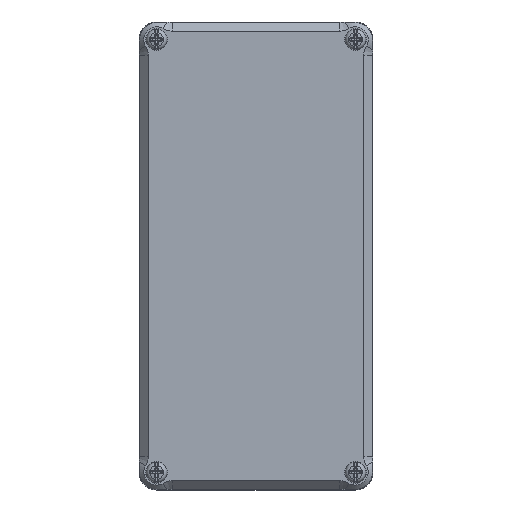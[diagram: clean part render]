
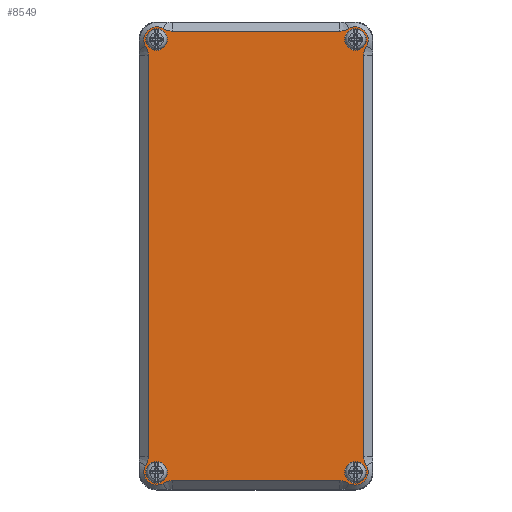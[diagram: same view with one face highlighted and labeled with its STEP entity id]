
A CAD part, top view. The second image highlights one B-rep face of the part: STEP entity #8549.
In plain terms, the highlighted face is planar.
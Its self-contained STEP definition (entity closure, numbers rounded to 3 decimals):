
#540=FACE_BOUND('',#2764,.T.);
#541=FACE_BOUND('',#2765,.T.);
#542=FACE_BOUND('',#2766,.T.);
#543=FACE_BOUND('',#2767,.T.);
#905=LINE('',#14566,#1491);
#907=LINE('',#14569,#1493);
#911=LINE('',#14583,#1497);
#917=LINE('',#14664,#1503);
#1491=VECTOR('',#11401,137.183);
#1493=VECTOR('',#11405,57.183);
#1497=VECTOR('',#11415,137.183);
#1503=VECTOR('',#11435,57.183);
#1852=PLANE('',#9451);
#2195=FACE_OUTER_BOUND('',#2763,.T.);
#2763=EDGE_LOOP('',(#7004,#7005,#7006,#7007,#7008,#7009,#7010,#7011,#7012,
#7013,#7014,#7015,#7016,#7017,#7018,#7019));
#2764=EDGE_LOOP('',(#7020));
#2765=EDGE_LOOP('',(#7021));
#2766=EDGE_LOOP('',(#7022));
#2767=EDGE_LOOP('',(#7023));
#3258=CIRCLE('',#9380,3.7);
#3262=CIRCLE('',#9386,3.7);
#3266=CIRCLE('',#9392,3.7);
#3270=CIRCLE('',#9398,3.7);
#3272=CIRCLE('',#9401,4.343);
#3273=CIRCLE('',#9403,6.157);
#3274=CIRCLE('',#9405,6.157);
#3275=CIRCLE('',#9407,4.343);
#3276=CIRCLE('',#9409,6.157);
#3277=CIRCLE('',#9411,6.157);
#3278=CIRCLE('',#9415,6.157);
#3279=CIRCLE('',#9418,6.157);
#3280=CIRCLE('',#9420,4.343);
#3281=CIRCLE('',#9422,6.157);
#3282=CIRCLE('',#9425,6.157);
#3283=CIRCLE('',#9427,4.343);
#3937=VERTEX_POINT('',#14364);
#3941=VERTEX_POINT('',#14376);
#3945=VERTEX_POINT('',#14388);
#3949=VERTEX_POINT('',#14400);
#3953=VERTEX_POINT('',#14411);
#3954=VERTEX_POINT('',#14413);
#3958=VERTEX_POINT('',#14472);
#3961=VERTEX_POINT('',#14481);
#3962=VERTEX_POINT('',#14483);
#3964=VERTEX_POINT('',#14491);
#3968=VERTEX_POINT('',#14550);
#3971=VERTEX_POINT('',#14559);
#3972=VERTEX_POINT('',#14561);
#3974=VERTEX_POINT('',#14575);
#3976=VERTEX_POINT('',#14581);
#3978=VERTEX_POINT('',#14589);
#3982=VERTEX_POINT('',#14648);
#3984=VERTEX_POINT('',#14656);
#3986=VERTEX_POINT('',#14662);
#3988=VERTEX_POINT('',#14670);
#4960=EDGE_CURVE('',#3937,#3937,#3258,.T.);
#4966=EDGE_CURVE('',#3941,#3941,#3262,.T.);
#4972=EDGE_CURVE('',#3945,#3945,#3266,.T.);
#4978=EDGE_CURVE('',#3949,#3949,#3270,.T.);
#4983=EDGE_CURVE('',#3954,#3953,#3272,.T.);
#4988=EDGE_CURVE('',#3958,#3954,#3273,.T.);
#4992=EDGE_CURVE('',#3962,#3961,#3274,.T.);
#4995=EDGE_CURVE('',#3964,#3962,#3275,.T.);
#5000=EDGE_CURVE('',#3968,#3964,#3276,.T.);
#5004=EDGE_CURVE('',#3972,#3971,#3277,.T.);
#5007=EDGE_CURVE('',#3971,#3968,#905,.T.);
#5009=EDGE_CURVE('',#3961,#3958,#907,.T.);
#5012=EDGE_CURVE('',#3953,#3974,#3278,.T.);
#5015=EDGE_CURVE('',#3974,#3976,#911,.T.);
#5018=EDGE_CURVE('',#3976,#3978,#3279,.T.);
#5023=EDGE_CURVE('',#3978,#3982,#3280,.T.);
#5026=EDGE_CURVE('',#3982,#3984,#3281,.T.);
#5029=EDGE_CURVE('',#3984,#3986,#917,.T.);
#5032=EDGE_CURVE('',#3986,#3988,#3282,.T.);
#5036=EDGE_CURVE('',#3988,#3972,#3283,.T.);
#7004=ORIENTED_EDGE('',*,*,#5007,.T.);
#7005=ORIENTED_EDGE('',*,*,#5000,.T.);
#7006=ORIENTED_EDGE('',*,*,#4995,.T.);
#7007=ORIENTED_EDGE('',*,*,#4992,.T.);
#7008=ORIENTED_EDGE('',*,*,#5009,.T.);
#7009=ORIENTED_EDGE('',*,*,#4988,.T.);
#7010=ORIENTED_EDGE('',*,*,#4983,.T.);
#7011=ORIENTED_EDGE('',*,*,#5012,.T.);
#7012=ORIENTED_EDGE('',*,*,#5015,.T.);
#7013=ORIENTED_EDGE('',*,*,#5018,.T.);
#7014=ORIENTED_EDGE('',*,*,#5023,.T.);
#7015=ORIENTED_EDGE('',*,*,#5026,.T.);
#7016=ORIENTED_EDGE('',*,*,#5029,.T.);
#7017=ORIENTED_EDGE('',*,*,#5032,.T.);
#7018=ORIENTED_EDGE('',*,*,#5036,.T.);
#7019=ORIENTED_EDGE('',*,*,#5004,.T.);
#7020=ORIENTED_EDGE('',*,*,#4960,.T.);
#7021=ORIENTED_EDGE('',*,*,#4966,.T.);
#7022=ORIENTED_EDGE('',*,*,#4972,.T.);
#7023=ORIENTED_EDGE('',*,*,#4978,.T.);
#8549=ADVANCED_FACE('',(#2195,#540,#541,#542,#543),#1852,.F.);
#9380=AXIS2_PLACEMENT_3D('',#14365,#11318,#11319);
#9386=AXIS2_PLACEMENT_3D('',#14377,#11332,#11333);
#9392=AXIS2_PLACEMENT_3D('',#14389,#11346,#11347);
#9398=AXIS2_PLACEMENT_3D('',#14401,#11360,#11361);
#9401=AXIS2_PLACEMENT_3D('',#14414,#11368,#11369);
#9403=AXIS2_PLACEMENT_3D('',#14473,#11373,#11374);
#9405=AXIS2_PLACEMENT_3D('',#14484,#11379,#11380);
#9407=AXIS2_PLACEMENT_3D('',#14492,#11384,#11385);
#9409=AXIS2_PLACEMENT_3D('',#14551,#11389,#11390);
#9411=AXIS2_PLACEMENT_3D('',#14562,#11395,#11396);
#9415=AXIS2_PLACEMENT_3D('',#14577,#11409,#11410);
#9418=AXIS2_PLACEMENT_3D('',#14591,#11419,#11420);
#9420=AXIS2_PLACEMENT_3D('',#14650,#11424,#11425);
#9422=AXIS2_PLACEMENT_3D('',#14658,#11429,#11430);
#9425=AXIS2_PLACEMENT_3D('',#14672,#11439,#11440);
#9427=AXIS2_PLACEMENT_3D('',#14728,#11443,#11444);
#9451=AXIS2_PLACEMENT_3D('',#14800,#11511,#11512);
#11318=DIRECTION('center_axis',(0.,0.,1.));
#11319=DIRECTION('ref_axis',(1.,0.,0.));
#11332=DIRECTION('center_axis',(0.,0.,1.));
#11333=DIRECTION('ref_axis',(1.,0.,0.));
#11346=DIRECTION('center_axis',(0.,0.,1.));
#11347=DIRECTION('ref_axis',(1.,0.,0.));
#11360=DIRECTION('center_axis',(0.,0.,1.));
#11361=DIRECTION('ref_axis',(1.,0.,0.));
#11368=DIRECTION('center_axis',(0.,0.,-1.));
#11369=DIRECTION('ref_axis',(1.,0.,0.));
#11373=DIRECTION('center_axis',(0.,0.,1.));
#11374=DIRECTION('ref_axis',(1.,0.,0.));
#11379=DIRECTION('center_axis',(0.,0.,1.));
#11380=DIRECTION('ref_axis',(1.,0.,0.));
#11384=DIRECTION('center_axis',(0.,0.,-1.));
#11385=DIRECTION('ref_axis',(1.,0.,0.));
#11389=DIRECTION('center_axis',(0.,0.,1.));
#11390=DIRECTION('ref_axis',(1.,0.,0.));
#11395=DIRECTION('center_axis',(0.,0.,1.));
#11396=DIRECTION('ref_axis',(1.,0.,0.));
#11401=DIRECTION('',(0.,1.,0.));
#11405=DIRECTION('',(1.,0.,0.));
#11409=DIRECTION('center_axis',(0.,0.,1.));
#11410=DIRECTION('ref_axis',(1.,0.,0.));
#11415=DIRECTION('',(0.,-1.,0.));
#11419=DIRECTION('center_axis',(0.,0.,1.));
#11420=DIRECTION('ref_axis',(1.,0.,0.));
#11424=DIRECTION('center_axis',(0.,0.,-1.));
#11425=DIRECTION('ref_axis',(1.,0.,0.));
#11429=DIRECTION('center_axis',(0.,0.,1.));
#11430=DIRECTION('ref_axis',(1.,0.,0.));
#11435=DIRECTION('',(-1.,0.,0.));
#11439=DIRECTION('center_axis',(0.,0.,1.));
#11440=DIRECTION('ref_axis',(1.,0.,0.));
#11443=DIRECTION('center_axis',(0.,0.,-1.));
#11444=DIRECTION('ref_axis',(1.,0.,0.));
#11511=DIRECTION('center_axis',(0.,0.,1.));
#11512=DIRECTION('ref_axis',(1.,0.,0.));
#14364=CARTESIAN_POINT('',(30.3,-74.,-7.5));
#14365=CARTESIAN_POINT('Origin',(34.,-74.,-7.5));
#14376=CARTESIAN_POINT('',(-37.7,-74.,-7.5));
#14377=CARTESIAN_POINT('Origin',(-34.,-74.,-7.5));
#14388=CARTESIAN_POINT('',(30.3,74.,-7.5));
#14389=CARTESIAN_POINT('Origin',(34.,74.,-7.5));
#14400=CARTESIAN_POINT('',(-37.7,74.,-7.5));
#14401=CARTESIAN_POINT('Origin',(-34.,74.,-7.5));
#14411=CARTESIAN_POINT('',(37.722,71.763,-7.5));
#14413=CARTESIAN_POINT('',(31.763,77.722,-7.5));
#14414=CARTESIAN_POINT('Origin',(34.,74.,-7.5));
#14472=CARTESIAN_POINT('',(28.592,76.843,-7.5));
#14473=CARTESIAN_POINT('Origin',(28.592,83.,-7.5));
#14481=CARTESIAN_POINT('',(-28.592,76.843,-7.5));
#14483=CARTESIAN_POINT('',(-31.763,77.722,-7.5));
#14484=CARTESIAN_POINT('Origin',(-28.592,83.,-7.5));
#14491=CARTESIAN_POINT('',(-37.722,71.763,-7.5));
#14492=CARTESIAN_POINT('Origin',(-34.,74.,-7.5));
#14550=CARTESIAN_POINT('',(-36.843,68.592,-7.5));
#14551=CARTESIAN_POINT('Origin',(-43.,68.592,-7.5));
#14559=CARTESIAN_POINT('',(-36.843,-68.592,-7.5));
#14561=CARTESIAN_POINT('',(-37.722,-71.763,-7.5));
#14562=CARTESIAN_POINT('Origin',(-43.,-68.592,-7.5));
#14566=CARTESIAN_POINT('',(-36.843,-68.592,-7.5));
#14569=CARTESIAN_POINT('',(-28.592,76.843,-7.5));
#14575=CARTESIAN_POINT('',(36.843,68.592,-7.5));
#14577=CARTESIAN_POINT('Origin',(43.,68.592,-7.5));
#14581=CARTESIAN_POINT('',(36.843,-68.592,-7.5));
#14583=CARTESIAN_POINT('',(36.843,68.592,-7.5));
#14589=CARTESIAN_POINT('',(37.722,-71.763,-7.5));
#14591=CARTESIAN_POINT('Origin',(43.,-68.592,-7.5));
#14648=CARTESIAN_POINT('',(31.763,-77.722,-7.5));
#14650=CARTESIAN_POINT('Origin',(34.,-74.,-7.5));
#14656=CARTESIAN_POINT('',(28.592,-76.843,-7.5));
#14658=CARTESIAN_POINT('Origin',(28.592,-83.,-7.5));
#14662=CARTESIAN_POINT('',(-28.592,-76.843,-7.5));
#14664=CARTESIAN_POINT('',(28.592,-76.843,-7.5));
#14670=CARTESIAN_POINT('',(-31.763,-77.722,-7.5));
#14672=CARTESIAN_POINT('Origin',(-28.592,-83.,-7.5));
#14728=CARTESIAN_POINT('Origin',(-34.,-74.,-7.5));
#14800=CARTESIAN_POINT('Origin',(0.,0.,-7.5));
